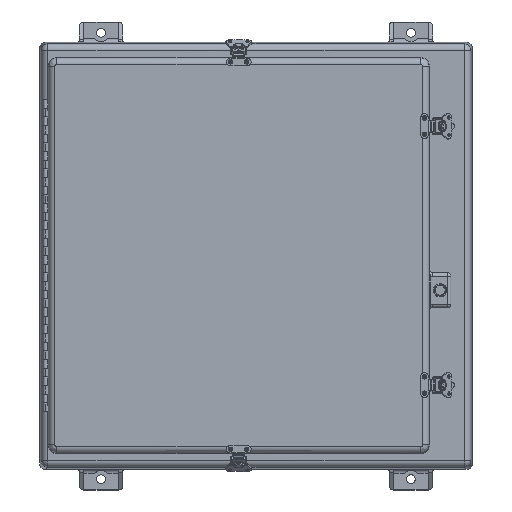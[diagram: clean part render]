
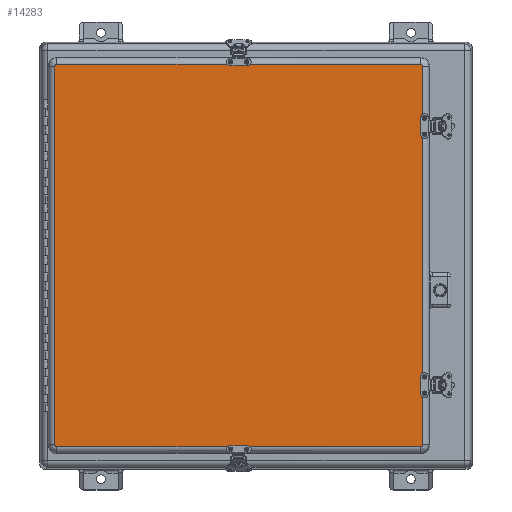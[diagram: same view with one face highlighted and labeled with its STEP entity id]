
A CAD part, top view. The second image highlights one B-rep face of the part: STEP entity #14283.
In plain terms, the highlighted planar face has unit normal (0, 0, 1).
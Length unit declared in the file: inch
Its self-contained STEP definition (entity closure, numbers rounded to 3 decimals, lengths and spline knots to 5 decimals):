
#736=CIRCLE($,#15519,0.10404);
#742=CIRCLE($,#15527,0.10404);
#746=CIRCLE($,#15531,0.10404);
#750=CIRCLE($,#15537,0.10404);
#2088=PLANE($,#15542);
#2683=FACE_OUTER_BOUND($,#3673,.T.);
#3673=EDGE_LOOP($,(#11559,#11560,#11561,#11562,#11563,#11564,#11565,#11566));
#4819=LINE($,#25042,#5887);
#4821=LINE($,#25047,#5889);
#4822=LINE($,#25080,#5890);
#4825=LINE($,#25087,#5893);
#5887=VECTOR($,#18383,21.);
#5889=VECTOR($,#18389,21.84375);
#5890=VECTOR($,#18406,21.84375);
#5893=VECTOR($,#18413,21.);
#7101=VERTEX_POINT($,#25032);
#7102=VERTEX_POINT($,#25034);
#7104=VERTEX_POINT($,#25040);
#7105=VERTEX_POINT($,#25045);
#7107=VERTEX_POINT($,#25058);
#7108=VERTEX_POINT($,#25071);
#7111=VERTEX_POINT($,#25078);
#7112=VERTEX_POINT($,#25083);
#8718=EDGE_CURVE($,#7101,#7102,#736,.T.);
#8722=EDGE_CURVE($,#7104,#7101,#4819,.T.);
#8725=EDGE_CURVE($,#7102,#7105,#4821,.T.);
#8727=EDGE_CURVE($,#7107,#7104,#742,.T.);
#8731=EDGE_CURVE($,#7105,#7108,#746,.T.);
#8733=EDGE_CURVE($,#7111,#7107,#4822,.T.);
#8737=EDGE_CURVE($,#7108,#7112,#4825,.T.);
#8739=EDGE_CURVE($,#7112,#7111,#750,.T.);
#11559=ORIENTED_EDGE($,*,*,#8718,.F.);
#11560=ORIENTED_EDGE($,*,*,#8722,.F.);
#11561=ORIENTED_EDGE($,*,*,#8727,.F.);
#11562=ORIENTED_EDGE($,*,*,#8733,.F.);
#11563=ORIENTED_EDGE($,*,*,#8739,.F.);
#11564=ORIENTED_EDGE($,*,*,#8737,.F.);
#11565=ORIENTED_EDGE($,*,*,#8731,.F.);
#11566=ORIENTED_EDGE($,*,*,#8725,.F.);
#14283=ADVANCED_FACE($,(#2683),#2088,.T.);
#15519=AXIS2_PLACEMENT_3D($,#25035,#18373,#18374);
#15527=AXIS2_PLACEMENT_3D($,#25060,#18392,#18393);
#15531=AXIS2_PLACEMENT_3D($,#25075,#18400,#18401);
#15537=AXIS2_PLACEMENT_3D($,#25098,#18416,#18417);
#15542=AXIS2_PLACEMENT_3D($,#25107,#18430,#18431);
#18373=DIRECTION('center_axis',(0.,0.,-1.));
#18374=DIRECTION('ref_axis',(0.707,0.707,0.));
#18383=DIRECTION($,(1.,0.,0.));
#18389=DIRECTION($,(0.,-1.,0.));
#18392=DIRECTION('center_axis',(0.,0.,-1.));
#18393=DIRECTION('ref_axis',(-0.707,0.707,0.));
#18400=DIRECTION('center_axis',(0.,0.,-1.));
#18401=DIRECTION('ref_axis',(0.707,-0.707,0.));
#18406=DIRECTION($,(0.,1.,0.));
#18413=DIRECTION($,(-1.,0.,0.));
#18416=DIRECTION('center_axis',(0.,0.,-1.));
#18417=DIRECTION('ref_axis',(-0.707,-0.707,0.));
#18430=DIRECTION('center_axis',(0.,0.,1.));
#18431=DIRECTION('ref_axis',(1.,0.,0.));
#25032=CARTESIAN_POINT('',(10.5,11.02591,0.96875));
#25034=CARTESIAN_POINT('',(10.60404,10.92188,0.96875));
#25035=CARTESIAN_POINT('Origin',(10.5,10.92188,0.96875));
#25040=CARTESIAN_POINT('',(-10.5,11.02591,0.96875));
#25042=CARTESIAN_POINT($,(-10.5,11.02591,0.96875));
#25045=CARTESIAN_POINT('',(10.60404,-10.92188,0.96875));
#25047=CARTESIAN_POINT($,(10.60404,10.92188,0.96875));
#25058=CARTESIAN_POINT('',(-10.60404,10.92188,0.96875));
#25060=CARTESIAN_POINT('Origin',(-10.5,10.92188,0.96875));
#25071=CARTESIAN_POINT('',(10.5,-11.02591,0.96875));
#25075=CARTESIAN_POINT('Origin',(10.5,-10.92188,0.96875));
#25078=CARTESIAN_POINT('',(-10.60404,-10.92188,0.96875));
#25080=CARTESIAN_POINT($,(-10.60404,-10.92188,0.96875));
#25083=CARTESIAN_POINT('',(-10.5,-11.02591,0.96875));
#25087=CARTESIAN_POINT($,(10.5,-11.02591,0.96875));
#25098=CARTESIAN_POINT('Origin',(-10.5,-10.92188,0.96875));
#25107=CARTESIAN_POINT('Origin',(0.,0.,0.96875));
